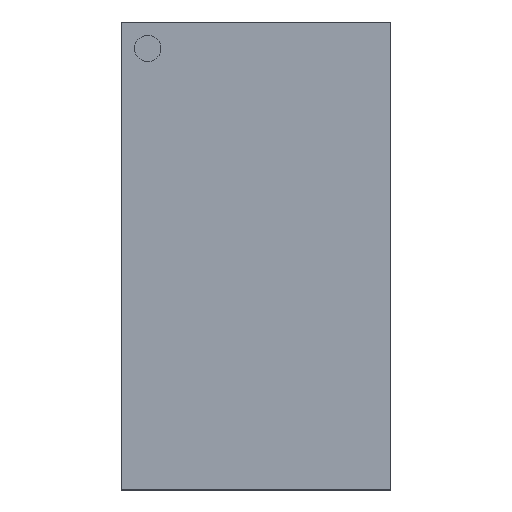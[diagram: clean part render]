
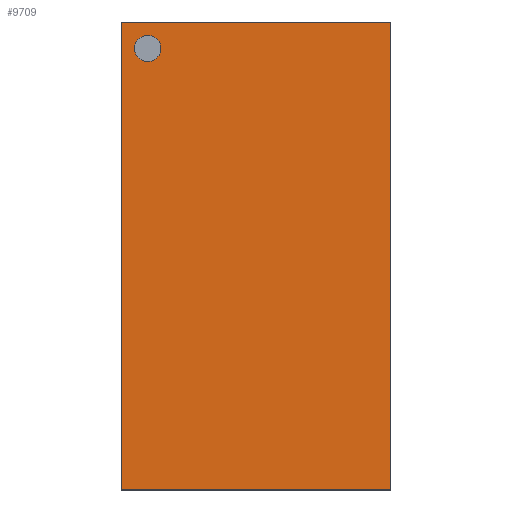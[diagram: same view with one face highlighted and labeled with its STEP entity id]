
A CAD part, top view. The second image highlights one B-rep face of the part: STEP entity #9709.
In plain terms, the highlighted planar face has unit normal (0, 0, 1).
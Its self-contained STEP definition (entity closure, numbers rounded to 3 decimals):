
#9501=CARTESIAN_POINT('',(-2.875,6.275,1.2));
#9502=VERTEX_POINT('',#9501);
#9518=CARTESIAN_POINT('',(-3.675,6.275,1.2));
#9519=VERTEX_POINT('',#9518);
#9526=CARTESIAN_POINT('',(-3.275,6.275,1.2));
#9527=DIRECTION('',(0.0,0.0,-1.0));
#9528=DIRECTION('',(1.0,0.0,0.0));
#9529=AXIS2_PLACEMENT_3D('',#9526,#9527,#9528);
#9530=CIRCLE('',#9529,0.4);
#9531=EDGE_CURVE('',#9502,#9519,#9530,.T.);
#9542=CARTESIAN_POINT('',(-3.275,6.275,1.2));
#9543=DIRECTION('',(0.0,0.0,-1.0));
#9544=DIRECTION('',(1.0,0.0,0.0));
#9545=AXIS2_PLACEMENT_3D('',#9542,#9543,#9544);
#9546=CIRCLE('',#9545,0.4);
#9547=EDGE_CURVE('',#9519,#9502,#9546,.T.);
#9575=CARTESIAN_POINT('',(4.075,-7.075,1.2));
#9576=VERTEX_POINT('',#9575);
#9577=CARTESIAN_POINT('',(-4.075,-7.075,1.2));
#9578=VERTEX_POINT('',#9577);
#9579=CARTESIAN_POINT('',(4.075,-7.075,1.2));
#9580=DIRECTION('',(-1.0,0.0,0.0));
#9581=VECTOR('',#9580,8.15);
#9582=LINE('',#9579,#9581);
#9583=EDGE_CURVE('',#9576,#9578,#9582,.T.);
#9615=CARTESIAN_POINT('',(-4.075,7.075,1.2));
#9616=VERTEX_POINT('',#9615);
#9617=CARTESIAN_POINT('',(-4.075,-7.075,1.2));
#9618=DIRECTION('',(0.0,1.0,0.0));
#9619=VECTOR('',#9618,14.15);
#9620=LINE('',#9617,#9619);
#9621=EDGE_CURVE('',#9578,#9616,#9620,.T.);
#9646=CARTESIAN_POINT('',(4.075,7.075,1.2));
#9647=VERTEX_POINT('',#9646);
#9648=CARTESIAN_POINT('',(-4.075,7.075,1.2));
#9649=DIRECTION('',(1.0,0.0,0.0));
#9650=VECTOR('',#9649,8.15);
#9651=LINE('',#9648,#9650);
#9652=EDGE_CURVE('',#9616,#9647,#9651,.T.);
#9677=CARTESIAN_POINT('',(4.075,7.075,1.2));
#9678=DIRECTION('',(0.0,-1.0,0.0));
#9679=VECTOR('',#9678,14.15);
#9680=LINE('',#9677,#9679);
#9681=EDGE_CURVE('',#9647,#9576,#9680,.T.);
#9694=CARTESIAN_POINT('',(0.,0.,1.2));
#9695=DIRECTION('',(0.0,0.0,1.0));
#9696=DIRECTION('',(1.0,0.0,0.0));
#9697=AXIS2_PLACEMENT_3D('',#9694,#9695,#9696);
#9698=PLANE('',#9697);
#9699=ORIENTED_EDGE('',*,*,#9583,.F.);
#9700=ORIENTED_EDGE('',*,*,#9681,.F.);
#9701=ORIENTED_EDGE('',*,*,#9652,.F.);
#9702=ORIENTED_EDGE('',*,*,#9621,.F.);
#9703=EDGE_LOOP('',(#9699,#9700,#9701,#9702));
#9704=FACE_OUTER_BOUND('',#9703,.T.);
#9705=ORIENTED_EDGE('',*,*,#9531,.T.);
#9706=ORIENTED_EDGE('',*,*,#9547,.T.);
#9707=EDGE_LOOP('',(#9705,#9706));
#9708=FACE_BOUND('',#9707,.T.);
#9709=ADVANCED_FACE('',(#9704,#9708),#9698,.T.);
